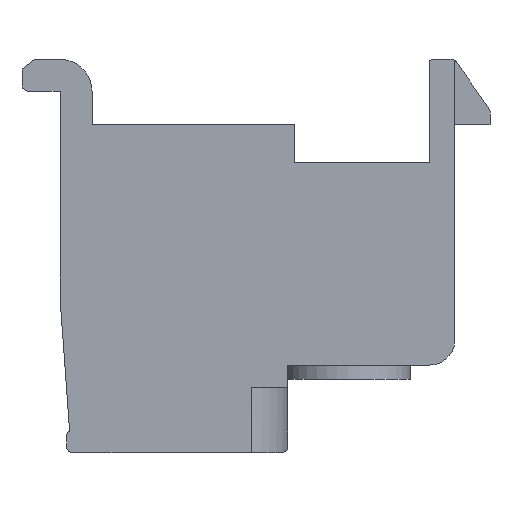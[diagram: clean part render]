
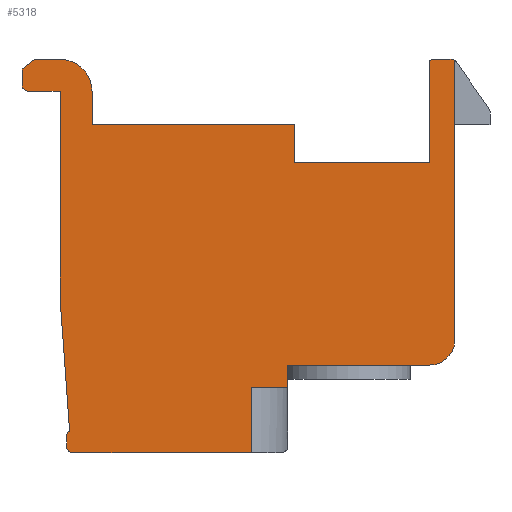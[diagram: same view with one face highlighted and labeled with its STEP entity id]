
A CAD part, front view. The second image highlights one B-rep face of the part: STEP entity #5318.
In plain terms, the highlighted planar face has unit normal (0, -1, 0).
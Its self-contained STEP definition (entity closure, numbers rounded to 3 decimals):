
#1=CARTESIAN_POINT('',(5.45,0.,-2.625));
#2=DIRECTION('',(0.,1.,0.));
#3=DIRECTION('',(1.,0.,0.));
#4=AXIS2_PLACEMENT_3D('',#1,#2,#3);
#6=DIRECTION('',(-1.,0.,0.));
#7=VECTOR('',#6,4.45);
#8=CARTESIAN_POINT('',(5.45,0.,-3.425));
#9=LINE('',#8,#7);
#10=DIRECTION('',(0.,0.,-1.));
#11=VECTOR('',#10,0.7);
#12=CARTESIAN_POINT('',(1.,0.,-3.425));
#13=LINE('',#12,#11);
#14=DIRECTION('',(1.,0.,0.));
#15=VECTOR('',#14,1.15);
#16=CARTESIAN_POINT('',(-0.15,0.,-4.125));
#17=LINE('',#16,#15);
#18=DIRECTION('',(0.,0.,1.));
#19=VECTOR('',#18,2.05);
#20=CARTESIAN_POINT('',(-0.15,0.,-6.175));
#21=LINE('',#20,#19);
#22=DIRECTION('',(-1.,0.,0.));
#23=VECTOR('',#22,5.6);
#24=CARTESIAN_POINT('',(-0.15,0.,-6.175));
#25=LINE('',#24,#23);
#26=CARTESIAN_POINT('',(-5.75,0.,-5.975));
#27=DIRECTION('',(0.,1.,0.));
#28=DIRECTION('',(0.,0.,-1.));
#29=AXIS2_PLACEMENT_3D('',#26,#27,#28);
#31=DIRECTION('',(0.,0.,1.));
#32=VECTOR('',#31,0.3);
#33=CARTESIAN_POINT('',(-5.95,0.,-5.975));
#34=LINE('',#33,#32);
#35=CARTESIAN_POINT('',(-5.75,0.,-5.675));
#36=DIRECTION('',(0.,1.,0.));
#37=DIRECTION('',(-1.,0.,0.));
#38=AXIS2_PLACEMENT_3D('',#35,#36,#37);
#40=DIRECTION('',(-0.072,0.,0.997));
#41=VECTOR('',#40,4.13);
#42=CARTESIAN_POINT('',(-5.854,0.,-5.504));
#43=LINE('',#42,#41);
#44=DIRECTION('',(0.,0.,1.));
#45=VECTOR('',#44,6.56);
#46=CARTESIAN_POINT('',(-6.15,0.,-1.385));
#47=LINE('',#46,#45);
#48=DIRECTION('',(-1.,0.,0.));
#49=VECTOR('',#48,1.);
#50=CARTESIAN_POINT('',(-6.15,0.,5.175));
#51=LINE('',#50,#49);
#52=CARTESIAN_POINT('',(-7.15,0.,5.375));
#53=DIRECTION('',(0.,1.,0.));
#54=DIRECTION('',(0.,0.,-1.));
#55=AXIS2_PLACEMENT_3D('',#52,#53,#54);
#57=DIRECTION('',(0.,0.,1.));
#58=VECTOR('',#57,0.5);
#59=CARTESIAN_POINT('',(-7.35,0.,5.375));
#60=LINE('',#59,#58);
#61=DIRECTION('',(0.785,0.,0.619));
#62=VECTOR('',#61,0.485);
#63=CARTESIAN_POINT('',(-7.35,0.,5.875));
#64=LINE('',#63,#62);
#65=DIRECTION('',(1.,0.,0.));
#66=VECTOR('',#65,0.819);
#67=CARTESIAN_POINT('',(-6.969,0.,6.175));
#68=LINE('',#67,#66);
#69=CARTESIAN_POINT('',(-6.15,0.,5.175));
#70=DIRECTION('',(0.,1.,0.));
#71=DIRECTION('',(0.,0.,1.));
#72=AXIS2_PLACEMENT_3D('',#69,#70,#71);
#74=DIRECTION('',(0.,0.,-1.));
#75=VECTOR('',#74,1.05);
#76=CARTESIAN_POINT('',(-5.15,0.,5.175));
#77=LINE('',#76,#75);
#78=DIRECTION('',(1.,0.,0.));
#79=VECTOR('',#78,6.35);
#80=CARTESIAN_POINT('',(-5.15,0.,4.125));
#81=LINE('',#80,#79);
#82=DIRECTION('',(0.,0.,-1.));
#83=VECTOR('',#82,1.2);
#84=CARTESIAN_POINT('',(1.2,0.,4.125));
#85=LINE('',#84,#83);
#86=DIRECTION('',(1.,0.,0.));
#87=VECTOR('',#86,4.25);
#88=CARTESIAN_POINT('',(1.2,0.,2.925));
#89=LINE('',#88,#87);
#90=DIRECTION('',(0.,0.,1.));
#91=VECTOR('',#90,3.213);
#92=CARTESIAN_POINT('',(5.45,0.,2.925));
#93=LINE('',#92,#91);
#94=CARTESIAN_POINT('',(5.565,0.,5.975));
#95=DIRECTION('',(0.,1.,0.));
#96=DIRECTION('',(-0.577,0.,0.816));
#97=AXIS2_PLACEMENT_3D('',#94,#95,#96);
#99=DIRECTION('',(1.,0.,0.));
#100=VECTOR('',#99,0.626);
#101=CARTESIAN_POINT('',(5.565,0.,6.175));
#102=LINE('',#101,#100);
#103=CARTESIAN_POINT('',(6.127,0.,5.986));
#104=DIRECTION('',(0.,1.,0.));
#105=DIRECTION('',(0.32,0.,0.947));
#106=AXIS2_PLACEMENT_3D('',#103,#104,#105);
#116=DIRECTION('',(0.,0.,1.));
#117=VECTOR('',#116,8.768);
#118=CARTESIAN_POINT('',(6.25,0.,-2.625));
#119=LINE('',#118,#117);
#4042=CARTESIAN_POINT('',(6.25,0.,-2.625));
#4043=CARTESIAN_POINT('',(5.45,0.,-3.425));
#4044=VERTEX_POINT('',#4042);
#4045=VERTEX_POINT('',#4043);
#4046=CARTESIAN_POINT('',(1.,0.,-3.425));
#4047=VERTEX_POINT('',#4046);
#4048=CARTESIAN_POINT('',(-5.75,0.,-6.175));
#4049=CARTESIAN_POINT('',(-5.95,0.,-5.975));
#4050=VERTEX_POINT('',#4048);
#4051=VERTEX_POINT('',#4049);
#4052=CARTESIAN_POINT('',(-5.95,0.,-5.675));
#4053=VERTEX_POINT('',#4052);
#4054=CARTESIAN_POINT('',(-5.854,0.,-5.504));
#4055=VERTEX_POINT('',#4054);
#4056=CARTESIAN_POINT('',(-6.15,0.,-1.385));
#4057=VERTEX_POINT('',#4056);
#4058=CARTESIAN_POINT('',(-6.15,0.,5.175));
#4059=VERTEX_POINT('',#4058);
#4060=CARTESIAN_POINT('',(-7.15,0.,5.175));
#4061=VERTEX_POINT('',#4060);
#4062=CARTESIAN_POINT('',(-7.35,0.,5.375));
#4063=VERTEX_POINT('',#4062);
#4064=CARTESIAN_POINT('',(-7.35,0.,5.875));
#4065=VERTEX_POINT('',#4064);
#4066=CARTESIAN_POINT('',(-6.969,0.,6.175));
#4067=VERTEX_POINT('',#4066);
#4068=CARTESIAN_POINT('',(-6.15,0.,6.175));
#4069=VERTEX_POINT('',#4068);
#4070=CARTESIAN_POINT('',(-5.15,0.,5.175));
#4071=VERTEX_POINT('',#4070);
#4072=CARTESIAN_POINT('',(-5.15,0.,4.125));
#4073=VERTEX_POINT('',#4072);
#4074=CARTESIAN_POINT('',(1.2,0.,4.125));
#4075=VERTEX_POINT('',#4074);
#4076=CARTESIAN_POINT('',(1.2,0.,2.925));
#4077=VERTEX_POINT('',#4076);
#4078=CARTESIAN_POINT('',(5.45,0.,2.925));
#4079=VERTEX_POINT('',#4078);
#4080=CARTESIAN_POINT('',(5.45,0.,6.138));
#4081=VERTEX_POINT('',#4080);
#4082=CARTESIAN_POINT('',(5.565,0.,6.175));
#4083=VERTEX_POINT('',#4082);
#4084=CARTESIAN_POINT('',(6.191,0.,6.175));
#4085=VERTEX_POINT('',#4084);
#4686=CARTESIAN_POINT('',(-0.15,0.,-6.175));
#4687=CARTESIAN_POINT('',(-0.15,0.,-4.125));
#4688=VERTEX_POINT('',#4686);
#4689=VERTEX_POINT('',#4687);
#4690=CARTESIAN_POINT('',(1.,0.,-4.125));
#4691=VERTEX_POINT('',#4690);
#4710=CARTESIAN_POINT('',(6.25,0.,6.143));
#4712=VERTEX_POINT('',#4710);
#5259=CARTESIAN_POINT('',(0.,0.,0.));
#5260=DIRECTION('',(0.,1.,0.));
#5261=DIRECTION('',(1.,0.,0.));
#5262=AXIS2_PLACEMENT_3D('',#5259,#5260,#5261);
#5263=PLANE('',#5262);
#5265=ORIENTED_EDGE('',*,*,#5264,.F.);
#5267=ORIENTED_EDGE('',*,*,#5266,.T.);
#5269=ORIENTED_EDGE('',*,*,#5268,.T.);
#5271=ORIENTED_EDGE('',*,*,#5270,.T.);
#5273=ORIENTED_EDGE('',*,*,#5272,.F.);
#5275=ORIENTED_EDGE('',*,*,#5274,.F.);
#5277=ORIENTED_EDGE('',*,*,#5276,.T.);
#5279=ORIENTED_EDGE('',*,*,#5278,.T.);
#5281=ORIENTED_EDGE('',*,*,#5280,.T.);
#5283=ORIENTED_EDGE('',*,*,#5282,.T.);
#5285=ORIENTED_EDGE('',*,*,#5284,.T.);
#5287=ORIENTED_EDGE('',*,*,#5286,.T.);
#5289=ORIENTED_EDGE('',*,*,#5288,.T.);
#5291=ORIENTED_EDGE('',*,*,#5290,.T.);
#5293=ORIENTED_EDGE('',*,*,#5292,.T.);
#5295=ORIENTED_EDGE('',*,*,#5294,.T.);
#5297=ORIENTED_EDGE('',*,*,#5296,.T.);
#5299=ORIENTED_EDGE('',*,*,#5298,.T.);
#5301=ORIENTED_EDGE('',*,*,#5300,.T.);
#5303=ORIENTED_EDGE('',*,*,#5302,.T.);
#5305=ORIENTED_EDGE('',*,*,#5304,.T.);
#5307=ORIENTED_EDGE('',*,*,#5306,.T.);
#5309=ORIENTED_EDGE('',*,*,#5308,.T.);
#5311=ORIENTED_EDGE('',*,*,#5310,.T.);
#5313=ORIENTED_EDGE('',*,*,#5312,.T.);
#5315=ORIENTED_EDGE('',*,*,#5314,.T.);
#5316=EDGE_LOOP('',(#5265,#5267,#5269,#5271,#5273,#5275,#5277,#5279,#5281,#5283,
#5285,#5287,#5289,#5291,#5293,#5295,#5297,#5299,#5301,#5303,#5305,#5307,#5309,
#5311,#5313,#5315));
#5317=FACE_OUTER_BOUND('',#5316,.F.);
#5318=ADVANCED_FACE('',(#5317),#5263,.F.);
#5=CIRCLE('',#4,0.8);
#30=CIRCLE('',#29,0.2);
#39=CIRCLE('',#38,0.2);
#56=CIRCLE('',#55,0.2);
#73=CIRCLE('',#72,1.);
#98=CIRCLE('',#97,0.2);
#107=CIRCLE('',#106,0.2);
#5264=EDGE_CURVE('',#4044,#4712,#119,.T.);
#5266=EDGE_CURVE('',#4044,#4045,#5,.T.);
#5268=EDGE_CURVE('',#4045,#4047,#9,.T.);
#5270=EDGE_CURVE('',#4047,#4691,#13,.T.);
#5272=EDGE_CURVE('',#4689,#4691,#17,.T.);
#5274=EDGE_CURVE('',#4688,#4689,#21,.T.);
#5276=EDGE_CURVE('',#4688,#4050,#25,.T.);
#5278=EDGE_CURVE('',#4050,#4051,#30,.T.);
#5280=EDGE_CURVE('',#4051,#4053,#34,.T.);
#5282=EDGE_CURVE('',#4053,#4055,#39,.T.);
#5284=EDGE_CURVE('',#4055,#4057,#43,.T.);
#5286=EDGE_CURVE('',#4057,#4059,#47,.T.);
#5288=EDGE_CURVE('',#4059,#4061,#51,.T.);
#5290=EDGE_CURVE('',#4061,#4063,#56,.T.);
#5292=EDGE_CURVE('',#4063,#4065,#60,.T.);
#5294=EDGE_CURVE('',#4065,#4067,#64,.T.);
#5296=EDGE_CURVE('',#4067,#4069,#68,.T.);
#5298=EDGE_CURVE('',#4069,#4071,#73,.T.);
#5300=EDGE_CURVE('',#4071,#4073,#77,.T.);
#5302=EDGE_CURVE('',#4073,#4075,#81,.T.);
#5304=EDGE_CURVE('',#4075,#4077,#85,.T.);
#5306=EDGE_CURVE('',#4077,#4079,#89,.T.);
#5308=EDGE_CURVE('',#4079,#4081,#93,.T.);
#5310=EDGE_CURVE('',#4081,#4083,#98,.T.);
#5312=EDGE_CURVE('',#4083,#4085,#102,.T.);
#5314=EDGE_CURVE('',#4085,#4712,#107,.T.);
